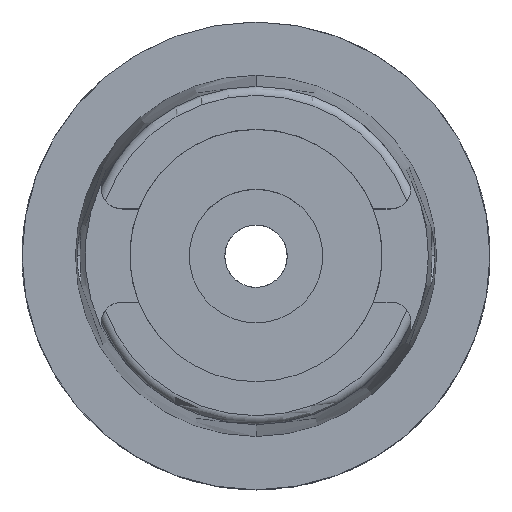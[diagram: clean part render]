
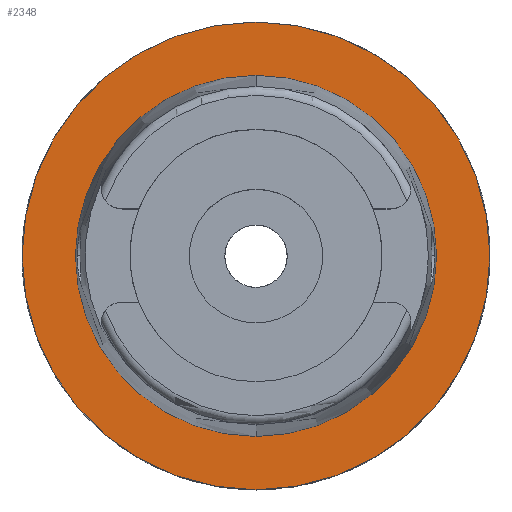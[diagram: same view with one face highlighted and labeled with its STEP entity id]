
A CAD part, top view. The second image highlights one B-rep face of the part: STEP entity #2348.
In plain terms, the highlighted planar face has unit normal (0, 0, 1).
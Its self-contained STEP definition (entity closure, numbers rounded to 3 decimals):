
#37 = CIRCLE ( 'NONE', #2486, 31.5 ) ;
#122 = DIRECTION ( 'NONE',  ( 0., 0., 1. ) ) ;
#290 = CARTESIAN_POINT ( 'NONE',  ( 0., 0., 0. ) ) ;
#713 = DIRECTION ( 'NONE',  ( 0., -1., 0. ) ) ;
#755 = FACE_BOUND ( 'NONE', #887, .T. ) ;
#887 = EDGE_LOOP ( 'NONE', ( #4748, #5444 ) ) ;
#1016 = DIRECTION ( 'NONE',  ( 0., 1., 0. ) ) ;
#1129 = DIRECTION ( 'NONE',  ( 0., 0., -1. ) ) ;
#1153 = EDGE_CURVE ( 'NONE', #1979, #2679, #3489, .T. ) ;
#1161 = CARTESIAN_POINT ( 'NONE',  ( 0., 0., 0. ) ) ;
#1207 = CARTESIAN_POINT ( 'NONE',  ( 0., -31.5, 0. ) ) ;
#1294 = ORIENTED_EDGE ( 'NONE', *, *, #1448, .F. ) ;
#1376 = EDGE_CURVE ( 'NONE', #5027, #2370, #37, .T. ) ;
#1448 = EDGE_CURVE ( 'NONE', #2370, #5027, #1482, .T. ) ;
#1482 = CIRCLE ( 'NONE', #4395, 31.5 ) ;
#1557 = DIRECTION ( 'NONE',  ( 0., 0., 1. ) ) ;
#1917 = CARTESIAN_POINT ( 'NONE',  ( 0., -24.315, 0. ) ) ;
#1979 = VERTEX_POINT ( 'NONE', #1917 ) ;
#2040 = AXIS2_PLACEMENT_3D ( 'NONE', #290, #5508, #3762 ) ;
#2324 = CARTESIAN_POINT ( 'NONE',  ( 0., 31.5, 0. ) ) ;
#2348 = ADVANCED_FACE ( 'NONE', ( #2454, #755 ), #4193, .T. ) ;
#2366 = DIRECTION ( 'NONE',  ( 0., 0., -1. ) ) ;
#2370 = VERTEX_POINT ( 'NONE', #1207 ) ;
#2454 = FACE_OUTER_BOUND ( 'NONE', #5539, .T. ) ;
#2486 = AXIS2_PLACEMENT_3D ( 'NONE', #3341, #2366, #5387 ) ;
#2679 = VERTEX_POINT ( 'NONE', #5011 ) ;
#3341 = CARTESIAN_POINT ( 'NONE',  ( 0., 0., 0. ) ) ;
#3489 = CIRCLE ( 'NONE', #4945, 24.315 ) ;
#3638 = ORIENTED_EDGE ( 'NONE', *, *, #1376, .F. ) ;
#3762 = DIRECTION ( 'NONE',  ( 1., 0., 0. ) ) ;
#3788 = EDGE_CURVE ( 'NONE', #2679, #1979, #4855, .T. ) ;
#4193 = PLANE ( 'NONE',  #2040 ) ;
#4395 = AXIS2_PLACEMENT_3D ( 'NONE', #5074, #1129, #5447 ) ;
#4748 = ORIENTED_EDGE ( 'NONE', *, *, #3788, .F. ) ;
#4855 = CIRCLE ( 'NONE', #5124, 24.315 ) ;
#4907 = CARTESIAN_POINT ( 'NONE',  ( 0., 0., 0. ) ) ;
#4945 = AXIS2_PLACEMENT_3D ( 'NONE', #1161, #1557, #713 ) ;
#5011 = CARTESIAN_POINT ( 'NONE',  ( 0., 24.315, 0. ) ) ;
#5027 = VERTEX_POINT ( 'NONE', #2324 ) ;
#5074 = CARTESIAN_POINT ( 'NONE',  ( 0., 0., 0. ) ) ;
#5124 = AXIS2_PLACEMENT_3D ( 'NONE', #4907, #122, #1016 ) ;
#5387 = DIRECTION ( 'NONE',  ( 0., 1., 0. ) ) ;
#5444 = ORIENTED_EDGE ( 'NONE', *, *, #1153, .F. ) ;
#5447 = DIRECTION ( 'NONE',  ( 0., -1., 0. ) ) ;
#5508 = DIRECTION ( 'NONE',  ( 0., 0., 1. ) ) ;
#5539 = EDGE_LOOP ( 'NONE', ( #3638, #1294 ) ) ;
